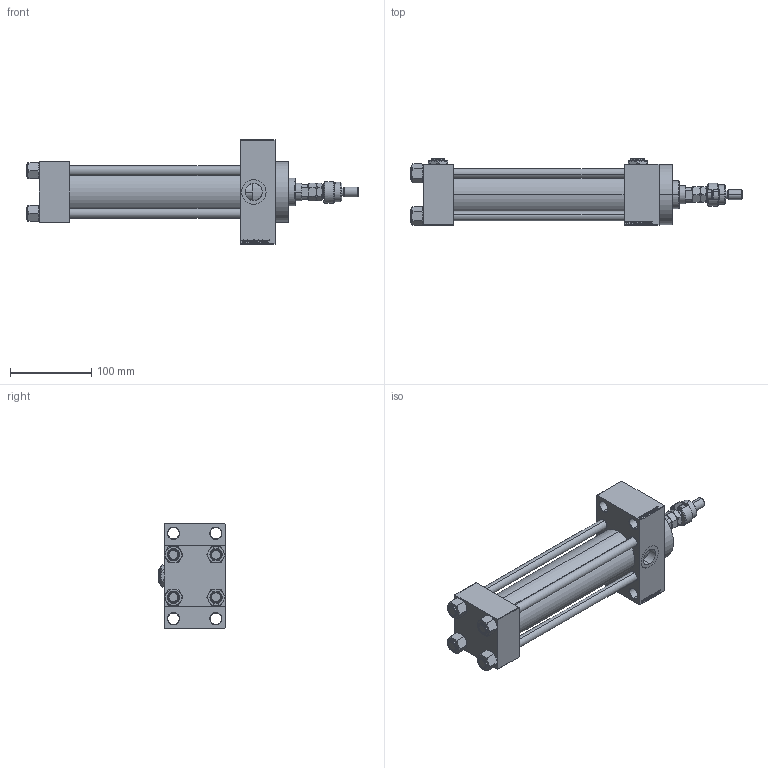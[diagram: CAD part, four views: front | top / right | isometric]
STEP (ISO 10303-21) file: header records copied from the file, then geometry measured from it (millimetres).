
FILE_DESCRIPTION (( 'STEP AP203' ), '1' );
FILE_NAME ('afbb.STEP', '2022-09-13T23:26:54', ( '' ), ( '' ), 'SwSTEP 2.0', 'SolidWorks 2019', '' );
FILE_SCHEMA (( 'CONFIG_CONTROL_DESIGN' ));
Length unit declared in the file: millimetre
Products named in the file (10): V215CR_D_Body 63c0bf26b9fe65bb30e6d997680fae9e; FEMALE_PART_FOR_DFA 63c0bf26b9fe65bb30e6d997680fae9e; afbb; V215CR_VCP_D 63c0bf26b9fe65bb30e6d997680fae9e; DFA 63c0bf26b9fe65bb30e6d997680fae9e; V215_VC_A 63c0bf26b9fe65bb30e6d997680fae9e; V215CR_D_TYCINKA 63c0bf26b9fe65bb30e6d997680fae9e; NUT_M5_D 63c0bf26b9fe65bb30e6d997680fae9e; Zatka_pro_OIL_PORT 63c0bf26b9fe65bb30e6d997680fae9e; MFA 63c0bf26b9fe65bb30e6d997680fae9e
Assembly tree (16 placements, depth 3):
  afbb
    V215CR_D_Body 63c0bf26b9fe65bb30e6d997680fae9e
    V215CR_VCP_D 63c0bf26b9fe65bb30e6d997680fae9e
    NUT_M5_D 63c0bf26b9fe65bb30e6d997680fae9e  x4
    V215CR_D_TYCINKA 63c0bf26b9fe65bb30e6d997680fae9e  x4
    V215_VC_A 63c0bf26b9fe65bb30e6d997680fae9e
    DFA 63c0bf26b9fe65bb30e6d997680fae9e
      FEMALE_PART_FOR_DFA 63c0bf26b9fe65bb30e6d997680fae9e
      MFA 63c0bf26b9fe65bb30e6d997680fae9e
    Zatka_pro_OIL_PORT 63c0bf26b9fe65bb30e6d997680fae9e  x2
Bounding box: 408 x 82.27 x 128 mm (x, y, z)
Volume: 1022756.8 mm3; surface area: 260167.1 mm2
Topology: 15 solids, 15 shells, 1297 faces, 3186 edges, 2040 vertices
Faces by surface type: plane 575, bspline 368, cone 226, cylinder 116, torus 12
Entity records: 52334 total; most frequent: CARTESIAN_POINT 26480, ORIENTED_EDGE 5672, DIRECTION 3868, EDGE_CURVE 2836, VERTEX_POINT 1838, LINE 1616, VECTOR 1616, EDGE_LOOP 1278
